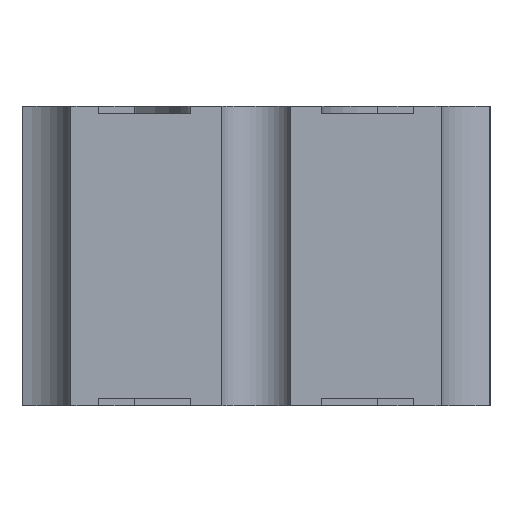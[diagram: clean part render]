
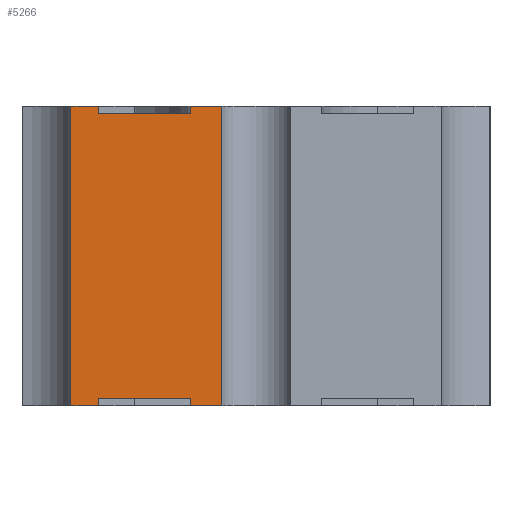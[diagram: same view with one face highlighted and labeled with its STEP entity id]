
A CAD part, left-side view. The second image highlights one B-rep face of the part: STEP entity #5266.
In plain terms, the highlighted planar face has unit normal (-1, 0, 0).
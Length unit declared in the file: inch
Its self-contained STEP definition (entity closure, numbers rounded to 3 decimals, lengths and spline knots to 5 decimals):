
#24 = CARTESIAN_POINT ( 'NONE',  ( -0.1, 0.0665, 0.078 ) ) ;
#57 = ORIENTED_EDGE ( 'NONE', *, *, #1186, .T. ) ;
#174 = EDGE_CURVE ( 'NONE', #7059, #2430, #2065, .T. ) ;
#282 = DIRECTION ( 'NONE',  ( 0., 0., -1. ) ) ;
#288 = VERTEX_POINT ( 'NONE', #10260 ) ;
#323 = DIRECTION ( 'NONE',  ( 0., 0., -1. ) ) ;
#591 = EDGE_CURVE ( 'NONE', #6369, #3278, #3401, .T. ) ;
#739 = AXIS2_PLACEMENT_3D ( 'NONE', #6905, #2733, #282 ) ;
#751 = VECTOR ( 'NONE', #7912, 39.37008 ) ;
#820 = DIRECTION ( 'NONE',  ( 0., -1., 0. ) ) ;
#941 = CARTESIAN_POINT ( 'NONE',  ( -0.1, 0.0175, 0. ) ) ;
#1094 = VECTOR ( 'NONE', #6262, 39.37008 ) ;
#1141 = LINE ( 'NONE', #7828, #10706 ) ;
#1167 = DIRECTION ( 'NONE',  ( 0., 0., 1. ) ) ;
#1186 = EDGE_CURVE ( 'NONE', #6104, #6369, #1141, .T. ) ;
#1494 = DIRECTION ( 'NONE',  ( 0., 0., -1. ) ) ;
#1782 = VECTOR ( 'NONE', #1167, 39.37008 ) ;
#1988 = LINE ( 'NONE', #2808, #1782 ) ;
#2039 = LINE ( 'NONE', #7087, #1094 ) ;
#2065 = LINE ( 'NONE', #5465, #2847 ) ;
#2167 = ORIENTED_EDGE ( 'NONE', *, *, #591, .T. ) ;
#2430 = VERTEX_POINT ( 'NONE', #941 ) ;
#2603 = ORIENTED_EDGE ( 'NONE', *, *, #6879, .T. ) ;
#2653 = DIRECTION ( 'NONE',  ( 0., 1., 0. ) ) ;
#2733 = DIRECTION ( 'NONE',  ( 1., 0., 0. ) ) ;
#2808 = CARTESIAN_POINT ( 'NONE',  ( -0.1, 0.042, 0.078 ) ) ;
#2847 = VECTOR ( 'NONE', #323, 39.37008 ) ;
#2893 = DIRECTION ( 'NONE',  ( 0., 1., 0. ) ) ;
#2899 = VERTEX_POINT ( 'NONE', #4636 ) ;
#3052 = DIRECTION ( 'NONE',  ( 0., -1., 0. ) ) ;
#3136 = LINE ( 'NONE', #9005, #5078 ) ;
#3152 = CARTESIAN_POINT ( 'NONE',  ( -0.1, 0.00917, 0. ) ) ;
#3215 = VERTEX_POINT ( 'NONE', #7645 ) ;
#3278 = VERTEX_POINT ( 'NONE', #8797 ) ;
#3360 = ORIENTED_EDGE ( 'NONE', *, *, #5825, .F. ) ;
#3401 = LINE ( 'NONE', #7572, #7165 ) ;
#3428 = ORIENTED_EDGE ( 'NONE', *, *, #174, .T. ) ;
#3795 = VECTOR ( 'NONE', #10571, 39.37008 ) ;
#3905 = VECTOR ( 'NONE', #2653, 39.37008 ) ;
#3908 = CARTESIAN_POINT ( 'NONE',  ( -0.1, 0.042, 0.08 ) ) ;
#4135 = EDGE_CURVE ( 'NONE', #6981, #2899, #6452, .T. ) ;
#4636 = CARTESIAN_POINT ( 'NONE',  ( -0.1, 0.042, 0. ) ) ;
#4710 = CARTESIAN_POINT ( 'NONE',  ( -0.1, 0.00917, 0.08 ) ) ;
#4997 = LINE ( 'NONE', #24, #8423 ) ;
#5057 = LINE ( 'NONE', #8408, #3905 ) ;
#5078 = VECTOR ( 'NONE', #1494, 39.37008 ) ;
#5211 = DIRECTION ( 'NONE',  ( 0., 1., 0. ) ) ;
#5266 = ADVANCED_FACE ( 'NONE', ( #7782 ), #7726, .F. ) ;
#5465 = CARTESIAN_POINT ( 'NONE',  ( -0.1, 0.0175, 0.002 ) ) ;
#5478 = VECTOR ( 'NONE', #820, 39.37008 ) ;
#5679 = VERTEX_POINT ( 'NONE', #7640 ) ;
#5809 = EDGE_CURVE ( 'NONE', #288, #6104, #1988, .T. ) ;
#5825 = EDGE_CURVE ( 'NONE', #5679, #3215, #7854, .T. ) ;
#5863 = EDGE_CURVE ( 'NONE', #7059, #6981, #2039, .T. ) ;
#6099 = CARTESIAN_POINT ( 'NONE',  ( -0.1, 0.042, 0.002 ) ) ;
#6104 = VERTEX_POINT ( 'NONE', #3908 ) ;
#6262 = DIRECTION ( 'NONE',  ( 0., 1., 0. ) ) ;
#6291 = CARTESIAN_POINT ( 'NONE',  ( -0.1, 0.042, 0.002 ) ) ;
#6299 = CARTESIAN_POINT ( 'NONE',  ( -0.1, 0.04946, 0.08 ) ) ;
#6369 = VERTEX_POINT ( 'NONE', #6299 ) ;
#6378 = VERTEX_POINT ( 'NONE', #4710 ) ;
#6443 = LINE ( 'NONE', #3152, #8962 ) ;
#6448 = EDGE_CURVE ( 'NONE', #2430, #10389, #9452, .T. ) ;
#6452 = LINE ( 'NONE', #6291, #3795 ) ;
#6734 = ORIENTED_EDGE ( 'NONE', *, *, #8082, .T. ) ;
#6745 = DIRECTION ( 'NONE',  ( 0., 0., -1. ) ) ;
#6879 = EDGE_CURVE ( 'NONE', #6378, #3215, #5057, .T. ) ;
#6905 = CARTESIAN_POINT ( 'NONE',  ( -0.1, 0.00917, 0.002 ) ) ;
#6928 = CARTESIAN_POINT ( 'NONE',  ( -0.1, 0.00917, 0. ) ) ;
#6981 = VERTEX_POINT ( 'NONE', #6099 ) ;
#7059 = VERTEX_POINT ( 'NONE', #9112 ) ;
#7087 = CARTESIAN_POINT ( 'NONE',  ( -0.1, 0.0665, 0.002 ) ) ;
#7131 = EDGE_CURVE ( 'NONE', #6378, #10389, #3136, .T. ) ;
#7165 = VECTOR ( 'NONE', #6745, 39.37008 ) ;
#7515 = EDGE_LOOP ( 'NONE', ( #10287, #10014, #9510, #3428, #7863, #10651, #2603, #3360, #6734, #8638, #57, #2167 ) ) ;
#7572 = CARTESIAN_POINT ( 'NONE',  ( -0.1, 0.04946, 0.002 ) ) ;
#7640 = CARTESIAN_POINT ( 'NONE',  ( -0.1, 0.0175, 0.078 ) ) ;
#7645 = CARTESIAN_POINT ( 'NONE',  ( -0.1, 0.0175, 0.08 ) ) ;
#7726 = PLANE ( 'NONE',  #739 ) ;
#7782 = FACE_OUTER_BOUND ( 'NONE', #7515, .T. ) ;
#7828 = CARTESIAN_POINT ( 'NONE',  ( -0.1, 0.0665, 0.08 ) ) ;
#7854 = LINE ( 'NONE', #8569, #751 ) ;
#7863 = ORIENTED_EDGE ( 'NONE', *, *, #6448, .T. ) ;
#7912 = DIRECTION ( 'NONE',  ( 0., 0., 1. ) ) ;
#8082 = EDGE_CURVE ( 'NONE', #5679, #288, #4997, .T. ) ;
#8408 = CARTESIAN_POINT ( 'NONE',  ( -0.1, 0.0665, 0.08 ) ) ;
#8423 = VECTOR ( 'NONE', #5211, 39.37008 ) ;
#8569 = CARTESIAN_POINT ( 'NONE',  ( -0.1, 0.0175, 0.078 ) ) ;
#8638 = ORIENTED_EDGE ( 'NONE', *, *, #5809, .T. ) ;
#8797 = CARTESIAN_POINT ( 'NONE',  ( -0.1, 0.04946, 0. ) ) ;
#8892 = EDGE_CURVE ( 'NONE', #3278, #2899, #6443, .T. ) ;
#8962 = VECTOR ( 'NONE', #3052, 39.37008 ) ;
#9005 = CARTESIAN_POINT ( 'NONE',  ( -0.1, 0.00917, 0.078 ) ) ;
#9112 = CARTESIAN_POINT ( 'NONE',  ( -0.1, 0.0175, 0.002 ) ) ;
#9350 = CARTESIAN_POINT ( 'NONE',  ( -0.1, 0.00917, 0. ) ) ;
#9452 = LINE ( 'NONE', #9350, #5478 ) ;
#9510 = ORIENTED_EDGE ( 'NONE', *, *, #5863, .F. ) ;
#10014 = ORIENTED_EDGE ( 'NONE', *, *, #4135, .F. ) ;
#10260 = CARTESIAN_POINT ( 'NONE',  ( -0.1, 0.042, 0.078 ) ) ;
#10287 = ORIENTED_EDGE ( 'NONE', *, *, #8892, .T. ) ;
#10389 = VERTEX_POINT ( 'NONE', #6928 ) ;
#10571 = DIRECTION ( 'NONE',  ( 0., 0., -1. ) ) ;
#10651 = ORIENTED_EDGE ( 'NONE', *, *, #7131, .F. ) ;
#10706 = VECTOR ( 'NONE', #2893, 39.37008 ) ;
